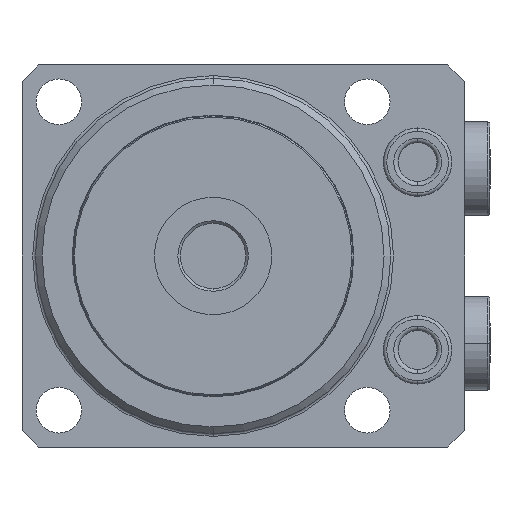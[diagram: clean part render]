
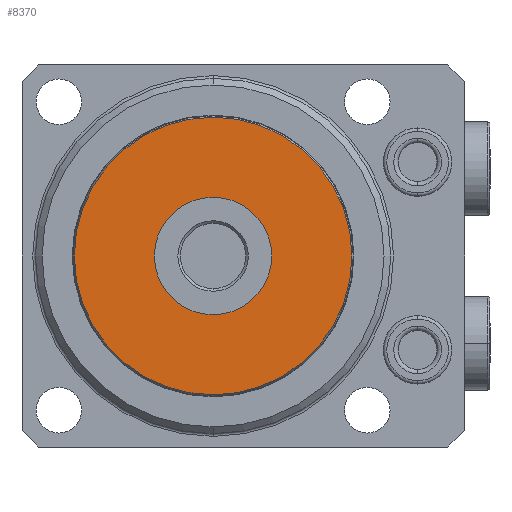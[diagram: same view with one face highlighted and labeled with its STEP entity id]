
A CAD part, front view. The second image highlights one B-rep face of the part: STEP entity #8370.
In plain terms, the highlighted planar face has unit normal (0, -1, 0).
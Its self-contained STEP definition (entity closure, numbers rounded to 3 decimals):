
#163 = DIRECTION ( 'NONE',  ( 0., 0., 1. ) ) ;
#165 = CARTESIAN_POINT ( 'NONE',  ( 0., -98.5, 0. ) ) ;
#166 = DIRECTION ( 'NONE',  ( 0., 1., 0. ) ) ;
#172 = DIRECTION ( 'NONE',  ( 0., -1., 0. ) ) ;
#177 = DIRECTION ( 'NONE',  ( 0., 0., -1. ) ) ;
#181 = CARTESIAN_POINT ( 'NONE',  ( 0., -98.5, 0. ) ) ;
#256 = DIRECTION ( 'NONE',  ( 0., 0., -1. ) ) ;
#257 = DIRECTION ( 'NONE',  ( 0., -1., 0. ) ) ;
#259 = PLANE ( 'NONE',  #1821 ) ;
#263 = CARTESIAN_POINT ( 'NONE',  ( 0., -98.5, 0. ) ) ;
#1291 = AXIS2_PLACEMENT_3D ( 'NONE', #6378, #6397, #6371 ) ;
#1478 = AXIS2_PLACEMENT_3D ( 'NONE', #5832, #7903, #7871 ) ;
#1821 = AXIS2_PLACEMENT_3D ( 'NONE', #263, #257, #256 ) ;
#2426 = ORIENTED_EDGE ( 'NONE', *, *, #4189, .F. ) ;
#2427 = ORIENTED_EDGE ( 'NONE', *, *, #9464, .F. ) ;
#2428 = ORIENTED_EDGE ( 'NONE', *, *, #9252, .F. ) ;
#2429 = ORIENTED_EDGE ( 'NONE', *, *, #4190, .F. ) ;
#2850 = CIRCLE ( 'NONE', #1478, 20.7 ) ;
#3182 = VERTEX_POINT ( 'NONE', #3388 ) ;
#3202 = VERTEX_POINT ( 'NONE', #3372 ) ;
#3259 = VERTEX_POINT ( 'NONE', #3325 ) ;
#3276 = VERTEX_POINT ( 'NONE', #3307 ) ;
#3307 = CARTESIAN_POINT ( 'NONE',  ( 0., -98.5, 8.75 ) ) ;
#3325 = CARTESIAN_POINT ( 'NONE',  ( 0., -98.5, -8.75 ) ) ;
#3372 = CARTESIAN_POINT ( 'NONE',  ( 0., -98.5, -20.7 ) ) ;
#3388 = CARTESIAN_POINT ( 'NONE',  ( 0., -98.5, 20.7 ) ) ;
#3991 = FACE_OUTER_BOUND ( 'NONE', #10262, .T. ) ;
#4111 = FACE_BOUND ( 'NONE', #10260, .T. ) ;
#4189 = EDGE_CURVE ( 'NONE', #3259, #3276, #5268, .T. ) ;
#4190 = EDGE_CURVE ( 'NONE', #3202, #3182, #5267, .T. ) ;
#5267 = CIRCLE ( 'NONE', #9092, 20.7 ) ;
#5268 = CIRCLE ( 'NONE', #9093, 8.75 ) ;
#5832 = CARTESIAN_POINT ( 'NONE',  ( 0., -98.5, 0. ) ) ;
#6371 = DIRECTION ( 'NONE',  ( 0., 0., -1. ) ) ;
#6378 = CARTESIAN_POINT ( 'NONE',  ( 0., -98.5, 0. ) ) ;
#6397 = DIRECTION ( 'NONE',  ( 0., -1., 0. ) ) ;
#7087 = CIRCLE ( 'NONE', #1291, 8.75 ) ;
#7871 = DIRECTION ( 'NONE',  ( 0., 0., 1. ) ) ;
#7903 = DIRECTION ( 'NONE',  ( 0., 1., 0. ) ) ;
#8370 = ADVANCED_FACE ( 'NONE', ( #4111, #3991 ), #259, .T. ) ;
#9092 = AXIS2_PLACEMENT_3D ( 'NONE', #165, #166, #163 ) ;
#9093 = AXIS2_PLACEMENT_3D ( 'NONE', #181, #172, #177 ) ;
#9252 = EDGE_CURVE ( 'NONE', #3182, #3202, #2850, .T. ) ;
#9464 = EDGE_CURVE ( 'NONE', #3276, #3259, #7087, .T. ) ;
#10260 = EDGE_LOOP ( 'NONE', ( #2426, #2427 ) ) ;
#10262 = EDGE_LOOP ( 'NONE', ( #2428, #2429 ) ) ;
